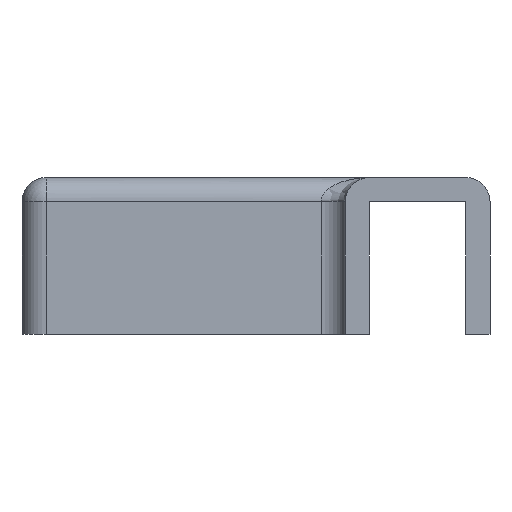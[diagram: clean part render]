
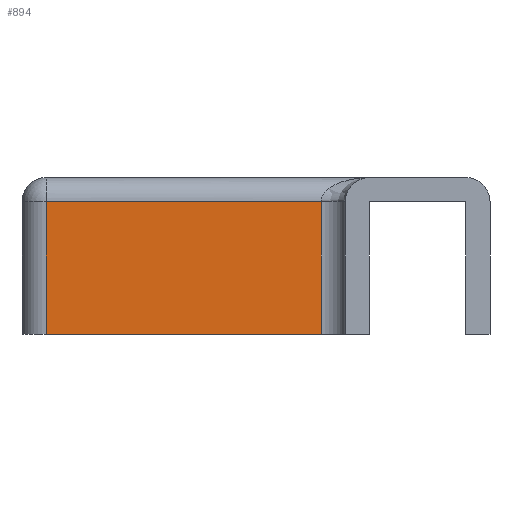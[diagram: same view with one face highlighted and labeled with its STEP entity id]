
A CAD part, front view. The second image highlights one B-rep face of the part: STEP entity #894.
In plain terms, the highlighted planar face has unit normal (0, -1, 0).
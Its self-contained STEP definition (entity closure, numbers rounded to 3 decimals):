
#56 = VERTEX_POINT ( 'NONE', #719 ) ;
#106 = EDGE_CURVE ( 'NONE', #938, #709, #927, .T. ) ;
#132 = EDGE_CURVE ( 'NONE', #709, #56, #284, .T. ) ;
#138 = CARTESIAN_POINT ( 'NONE',  ( 0., -2., 0. ) ) ;
#158 = VERTEX_POINT ( 'NONE', #200 ) ;
#159 = CARTESIAN_POINT ( 'NONE',  ( 0., -2., 11. ) ) ;
#195 = DIRECTION ( 'NONE',  ( 1., 0., 0. ) ) ;
#200 = CARTESIAN_POINT ( 'NONE',  ( 22.8, -2., 11. ) ) ;
#213 = VECTOR ( 'NONE', #665, 1000. ) ;
#219 = LINE ( 'NONE', #582, #213 ) ;
#269 = EDGE_CURVE ( 'NONE', #56, #158, #219, .T. ) ;
#284 = LINE ( 'NONE', #379, #853 ) ;
#376 = AXIS2_PLACEMENT_3D ( 'NONE', #159, #870, #1171 ) ;
#379 = CARTESIAN_POINT ( 'NONE',  ( 0., -2., 0. ) ) ;
#413 = VECTOR ( 'NONE', #807, 1000. ) ;
#422 = ORIENTED_EDGE ( 'NONE', *, *, #106, .T. ) ;
#433 = EDGE_LOOP ( 'NONE', ( #548, #1060, #1083, #422 ) ) ;
#544 = CARTESIAN_POINT ( 'NONE',  ( -2., -2., 11. ) ) ;
#548 = ORIENTED_EDGE ( 'NONE', *, *, #132, .T. ) ;
#582 = CARTESIAN_POINT ( 'NONE',  ( 22.8, -2., 11. ) ) ;
#584 = FACE_OUTER_BOUND ( 'NONE', #433, .T. ) ;
#614 = CARTESIAN_POINT ( 'NONE',  ( 0., -2., 11. ) ) ;
#665 = DIRECTION ( 'NONE',  ( 0., 0., 1. ) ) ;
#709 = VERTEX_POINT ( 'NONE', #925 ) ;
#719 = CARTESIAN_POINT ( 'NONE',  ( 22.8, -2., 0. ) ) ;
#807 = DIRECTION ( 'NONE',  ( -1., 0., 0. ) ) ;
#847 = DIRECTION ( 'NONE',  ( 0., 0., -1. ) ) ;
#853 = VECTOR ( 'NONE', #195, 1000. ) ;
#870 = DIRECTION ( 'NONE',  ( 0., 1., 0. ) ) ;
#894 = ADVANCED_FACE ( 'NONE', ( #584 ), #955, .F. ) ;
#903 = EDGE_CURVE ( 'NONE', #158, #938, #1147, .T. ) ;
#925 = CARTESIAN_POINT ( 'NONE',  ( 0., -2., 0. ) ) ;
#927 = LINE ( 'NONE', #138, #1179 ) ;
#938 = VERTEX_POINT ( 'NONE', #614 ) ;
#955 = PLANE ( 'NONE',  #376 ) ;
#1060 = ORIENTED_EDGE ( 'NONE', *, *, #269, .T. ) ;
#1083 = ORIENTED_EDGE ( 'NONE', *, *, #903, .T. ) ;
#1147 = LINE ( 'NONE', #544, #413 ) ;
#1171 = DIRECTION ( 'NONE',  ( 0., 0., 1. ) ) ;
#1179 = VECTOR ( 'NONE', #847, 1000. ) ;
